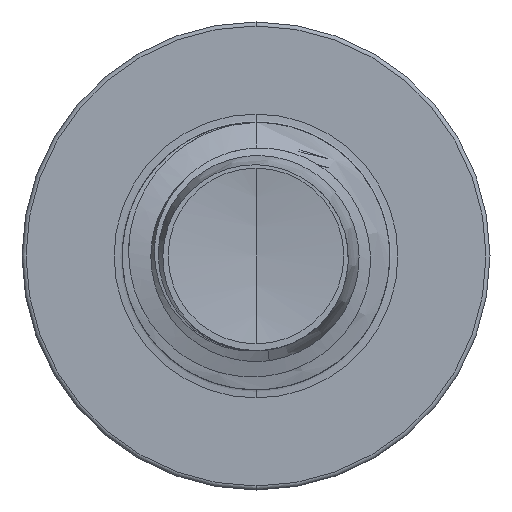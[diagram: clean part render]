
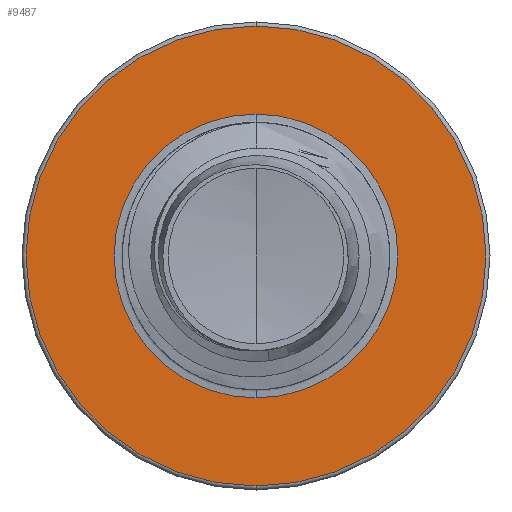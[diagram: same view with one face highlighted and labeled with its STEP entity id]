
A CAD part, front view. The second image highlights one B-rep face of the part: STEP entity #9487.
In plain terms, the highlighted planar face has unit normal (0, -1, 0).
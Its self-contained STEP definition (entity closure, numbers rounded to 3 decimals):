
#131 = VERTEX_POINT ( 'NONE', #37771 ) ;
#425 = EDGE_LOOP ( 'NONE', ( #28135, #3439 ) ) ;
#445 = AXIS2_PLACEMENT_3D ( 'NONE', #21451, #38391, #24818 ) ;
#2760 = DIRECTION ( 'NONE',  ( 0., 0., 1. ) ) ;
#2810 = DIRECTION ( 'NONE',  ( 0., 1., 0. ) ) ;
#2872 = AXIS2_PLACEMENT_3D ( 'NONE', #2874, #2810, #2760 ) ;
#2874 = CARTESIAN_POINT ( 'NONE',  ( 0., 22.5, 0. ) ) ;
#3439 = ORIENTED_EDGE ( 'NONE', *, *, #22164, .T. ) ;
#5979 = VERTEX_POINT ( 'NONE', #6961 ) ;
#6219 = AXIS2_PLACEMENT_3D ( 'NONE', #6594, #30612, #10583 ) ;
#6594 = CARTESIAN_POINT ( 'NONE',  ( 0., 22.5, 0. ) ) ;
#6851 = FACE_BOUND ( 'NONE', #425, .T. ) ;
#6961 = CARTESIAN_POINT ( 'NONE',  ( 0., 22.5, 3.186 ) ) ;
#8414 = ORIENTED_EDGE ( 'NONE', *, *, #32097, .F. ) ;
#8946 = AXIS2_PLACEMENT_3D ( 'NONE', #14140, #14131, #14096 ) ;
#9487 = ADVANCED_FACE ( 'NONE', ( #37976, #6851 ), #15666, .F. ) ;
#10583 = DIRECTION ( 'NONE',  ( 0., 0., 1. ) ) ;
#14096 = DIRECTION ( 'NONE',  ( 0., 0., 1. ) ) ;
#14131 = DIRECTION ( 'NONE',  ( 0., 1., 0. ) ) ;
#14140 = CARTESIAN_POINT ( 'NONE',  ( 0., 22.5, 0. ) ) ;
#14154 = ORIENTED_EDGE ( 'NONE', *, *, #25836, .F. ) ;
#15485 = DIRECTION ( 'NONE',  ( 0., 0., 1. ) ) ;
#15503 = DIRECTION ( 'NONE',  ( 0., 1., 0. ) ) ;
#15546 = CARTESIAN_POINT ( 'NONE',  ( 0., 22.5, -3.186 ) ) ;
#15666 = PLANE ( 'NONE',  #15937 ) ;
#15937 = AXIS2_PLACEMENT_3D ( 'NONE', #15546, #15503, #15485 ) ;
#17872 = CARTESIAN_POINT ( 'NONE',  ( 0., 22.5, 5.16 ) ) ;
#21451 = CARTESIAN_POINT ( 'NONE',  ( 0., 22.5, 0. ) ) ;
#22164 = EDGE_CURVE ( 'NONE', #36723, #5979, #34928, .T. ) ;
#24389 = CARTESIAN_POINT ( 'NONE',  ( 0., 22.5, -3.186 ) ) ;
#24818 = DIRECTION ( 'NONE',  ( 0., 0., 1. ) ) ;
#24859 = CIRCLE ( 'NONE', #6219, 5.16 ) ;
#25836 = EDGE_CURVE ( 'NONE', #36824, #131, #34271, .T. ) ;
#28135 = ORIENTED_EDGE ( 'NONE', *, *, #32093, .T. ) ;
#30612 = DIRECTION ( 'NONE',  ( 0., 1., 0. ) ) ;
#32093 = EDGE_CURVE ( 'NONE', #5979, #36723, #32826, .T. ) ;
#32097 = EDGE_CURVE ( 'NONE', #131, #36824, #24859, .T. ) ;
#32826 = CIRCLE ( 'NONE', #445, 3.186 ) ;
#33527 = EDGE_LOOP ( 'NONE', ( #14154, #8414 ) ) ;
#34271 = CIRCLE ( 'NONE', #2872, 5.16 ) ;
#34928 = CIRCLE ( 'NONE', #8946, 3.186 ) ;
#36723 = VERTEX_POINT ( 'NONE', #24389 ) ;
#36824 = VERTEX_POINT ( 'NONE', #17872 ) ;
#37771 = CARTESIAN_POINT ( 'NONE',  ( 0., 22.5, -5.16 ) ) ;
#37976 = FACE_OUTER_BOUND ( 'NONE', #33527, .T. ) ;
#38391 = DIRECTION ( 'NONE',  ( 0., 1., 0. ) ) ;
